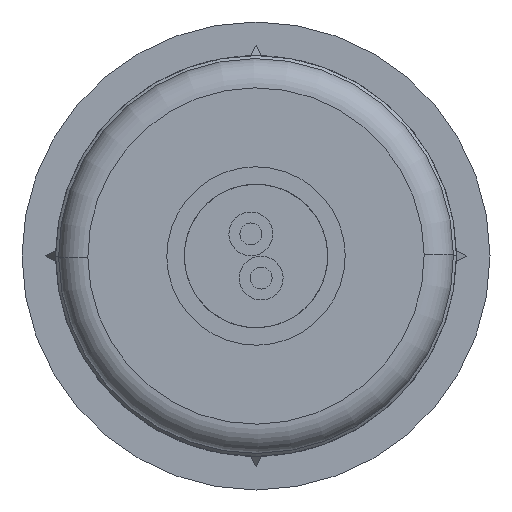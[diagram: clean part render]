
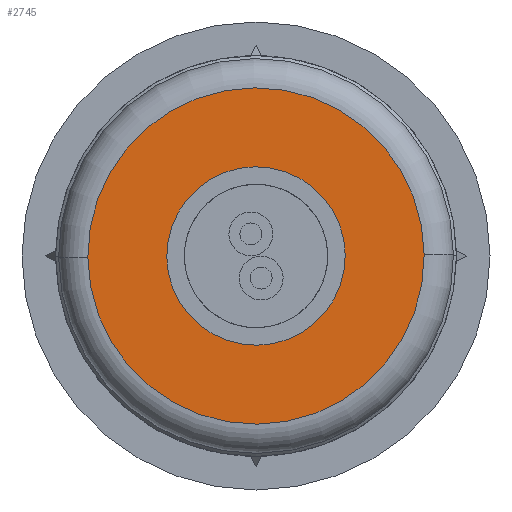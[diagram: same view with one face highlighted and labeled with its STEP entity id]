
A CAD part, front view. The second image highlights one B-rep face of the part: STEP entity #2745.
In plain terms, the highlighted face is planar.
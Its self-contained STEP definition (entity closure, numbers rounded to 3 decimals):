
#49 = DIRECTION ( 'NONE',  ( -1., 0., 0. ) ) ;
#130 = VERTEX_POINT ( 'NONE', #791 ) ;
#316 = CARTESIAN_POINT ( 'NONE',  ( 0., 9., 0. ) ) ;
#321 = CARTESIAN_POINT ( 'NONE',  ( 0., 9., 0. ) ) ;
#409 = DIRECTION ( 'NONE',  ( 0., 1., 0. ) ) ;
#420 = EDGE_CURVE ( 'NONE', #2227, #1367, #1350, .T. ) ;
#536 = CARTESIAN_POINT ( 'NONE',  ( 3.05, 9., 0. ) ) ;
#541 = AXIS2_PLACEMENT_3D ( 'NONE', #536, #1232, #1264 ) ;
#598 = ORIENTED_EDGE ( 'NONE', *, *, #686, .T. ) ;
#686 = EDGE_CURVE ( 'NONE', #130, #3021, #3225, .T. ) ;
#735 = DIRECTION ( 'NONE',  ( 0., 1., 0. ) ) ;
#791 = CARTESIAN_POINT ( 'NONE',  ( 5.75, 9., 0. ) ) ;
#819 = DIRECTION ( 'NONE',  ( 0., 1., 0. ) ) ;
#996 = DIRECTION ( 'NONE',  ( -1., 0., 0. ) ) ;
#1232 = DIRECTION ( 'NONE',  ( 0., -1., 0. ) ) ;
#1245 = CARTESIAN_POINT ( 'NONE',  ( 0., 9., 0. ) ) ;
#1264 = DIRECTION ( 'NONE',  ( 1., 0., 0. ) ) ;
#1320 = DIRECTION ( 'NONE',  ( -1., 0., 0. ) ) ;
#1349 = CARTESIAN_POINT ( 'NONE',  ( -3.05, 9., 0. ) ) ;
#1350 = CIRCLE ( 'NONE', #2851, 3.05 ) ;
#1367 = VERTEX_POINT ( 'NONE', #2441 ) ;
#1520 = EDGE_LOOP ( 'NONE', ( #1809, #598 ) ) ;
#1538 = CIRCLE ( 'NONE', #3046, 5.75 ) ;
#1599 = AXIS2_PLACEMENT_3D ( 'NONE', #2533, #2288, #49 ) ;
#1809 = ORIENTED_EDGE ( 'NONE', *, *, #2514, .T. ) ;
#1826 = DIRECTION ( 'NONE',  ( -1., 0., 0. ) ) ;
#1985 = FACE_OUTER_BOUND ( 'NONE', #1520, .T. ) ;
#2002 = PLANE ( 'NONE',  #541 ) ;
#2227 = VERTEX_POINT ( 'NONE', #1349 ) ;
#2244 = ORIENTED_EDGE ( 'NONE', *, *, #420, .F. ) ;
#2288 = DIRECTION ( 'NONE',  ( 0., 1., 0. ) ) ;
#2331 = AXIS2_PLACEMENT_3D ( 'NONE', #321, #409, #1320 ) ;
#2433 = CIRCLE ( 'NONE', #2331, 3.05 ) ;
#2441 = CARTESIAN_POINT ( 'NONE',  ( 3.05, 9., 0. ) ) ;
#2464 = CARTESIAN_POINT ( 'NONE',  ( -5.75, 9., 0. ) ) ;
#2502 = ORIENTED_EDGE ( 'NONE', *, *, #2920, .F. ) ;
#2514 = EDGE_CURVE ( 'NONE', #3021, #130, #1538, .T. ) ;
#2533 = CARTESIAN_POINT ( 'NONE',  ( 0., 9., 0. ) ) ;
#2745 = ADVANCED_FACE ( 'NONE', ( #2781, #1985 ), #2002, .F. ) ;
#2781 = FACE_BOUND ( 'NONE', #2821, .T. ) ;
#2821 = EDGE_LOOP ( 'NONE', ( #2244, #2502 ) ) ;
#2851 = AXIS2_PLACEMENT_3D ( 'NONE', #316, #819, #1826 ) ;
#2920 = EDGE_CURVE ( 'NONE', #1367, #2227, #2433, .T. ) ;
#3021 = VERTEX_POINT ( 'NONE', #2464 ) ;
#3046 = AXIS2_PLACEMENT_3D ( 'NONE', #1245, #735, #996 ) ;
#3225 = CIRCLE ( 'NONE', #1599, 5.75 ) ;
